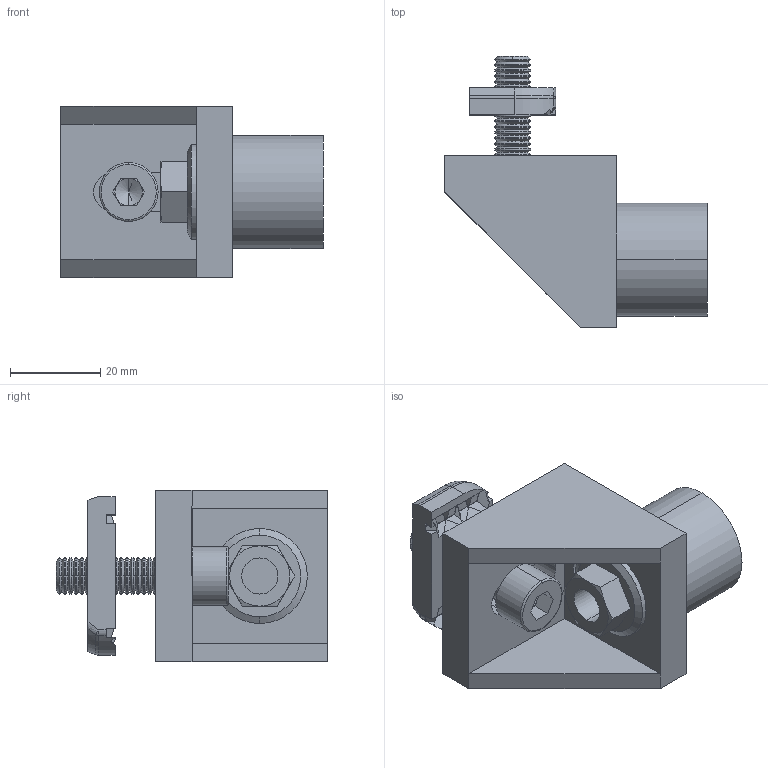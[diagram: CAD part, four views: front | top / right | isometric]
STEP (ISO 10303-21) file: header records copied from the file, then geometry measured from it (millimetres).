
FILE_DESCRIPTION (( 'STEP AP203' ), '1' );
FILE_NAME ('800.019.107.STEP', '2013-01-22T14:17:24', ( 'Alusic' ), ( 'Alusic' ), 'SwSTEP 2.0', 'SolidWorks 2011', '' );
FILE_SCHEMA (( 'CONFIG_CONTROL_DESIGN' ));
Length unit declared in the file: millimetre
Products named in the file (6): TAMPONE; 800.019.107; ISO 4762 M8 x 30 --- 30S_ISO 4762 M8 x 30 --- 30S; 084.302.039; 084.302.036_084.302.036; 084.305.009
Assembly tree (5 placements, depth 2):
  800.019.107
    084.305.009
    084.302.039
    084.302.036_084.302.036
    ISO 4762 M8 x 30 --- 30S_ISO 4762 M8 x 30 --- 30S
    TAMPONE
Bounding box: 58 x 60 x 38 mm (x, y, z)
Volume: 38383.4 mm3; surface area: 16101.4 mm2
Topology: 5 solids, 5 shells, 328 faces, 814 edges, 497 vertices
Faces by surface type: plane 154, cone 98, cylinder 66, torus 6, sphere 2, bspline 2
Entity records: 10347 total; most frequent: CARTESIAN_POINT 1786, DIRECTION 1746, ORIENTED_EDGE 1624, EDGE_CURVE 812, AXIS2_PLACEMENT_3D 625, VERTEX_POINT 497, LINE 496, VECTOR 496
